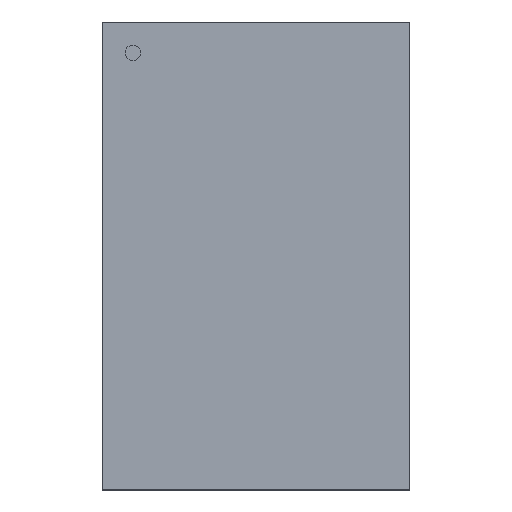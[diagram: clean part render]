
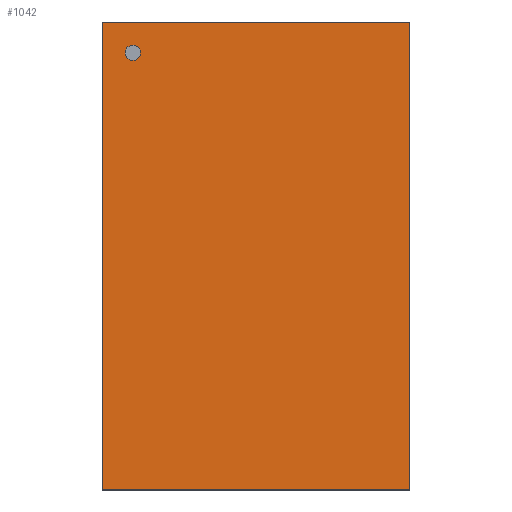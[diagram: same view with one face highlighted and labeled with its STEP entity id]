
A CAD part, top view. The second image highlights one B-rep face of the part: STEP entity #1042.
In plain terms, the highlighted planar face has unit normal (0, 0, 1).
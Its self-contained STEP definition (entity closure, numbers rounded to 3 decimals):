
#818=CARTESIAN_POINT('',(1.364,-2.073,0.508));
#817=VERTEX_POINT('',#818);
#828=CARTESIAN_POINT('',(-1.364,-2.073,0.508));
#827=VERTEX_POINT('',#828);
#826=EDGE_CURVE('',#827,#817,#831,.T.);
#831=LINE('',#828,#833);
#833=VECTOR('',#834,2.729);
#834=DIRECTION('',(1.0,0.0,0.0));
#867=CARTESIAN_POINT('',(1.364,2.073,0.508));
#866=VERTEX_POINT('',#867);
#875=EDGE_CURVE('',#817,#866,#880,.T.);
#880=LINE('',#818,#882);
#882=VECTOR('',#883,4.145);
#883=DIRECTION('',(0.0,1.0,0.0));
#916=CARTESIAN_POINT('',(-1.364,2.073,0.508));
#915=VERTEX_POINT('',#916);
#924=EDGE_CURVE('',#866,#915,#929,.T.);
#929=LINE('',#867,#931);
#931=VECTOR('',#932,2.729);
#932=DIRECTION('',(-1.0,0.0,0.0));
#973=EDGE_CURVE('',#915,#827,#978,.T.);
#978=LINE('',#916,#980);
#980=VECTOR('',#981,4.145);
#981=DIRECTION('',(0.0,-1.0,0.0));
#1042=ADVANCED_FACE('',(#1048),#1043,.T.);
#1043=PLANE('',#1044);
#1044=AXIS2_PLACEMENT_3D('',#1045,#1046,#1047);
#1045=CARTESIAN_POINT('',(-1.364,-2.073,0.508));
#1046=DIRECTION('',(0.0,0.0,1.0));
#1047=DIRECTION('',(0.,1.,0.));
#1048=FACE_OUTER_BOUND('',#1049,.T.);
#1049=EDGE_LOOP('',(#1050,#1060,#1070,#1080));
#1050=ORIENTED_EDGE('',*,*,#826,.T.);
#1060=ORIENTED_EDGE('',*,*,#875,.T.);
#1070=ORIENTED_EDGE('',*,*,#924,.T.);
#1080=ORIENTED_EDGE('',*,*,#973,.T.);
